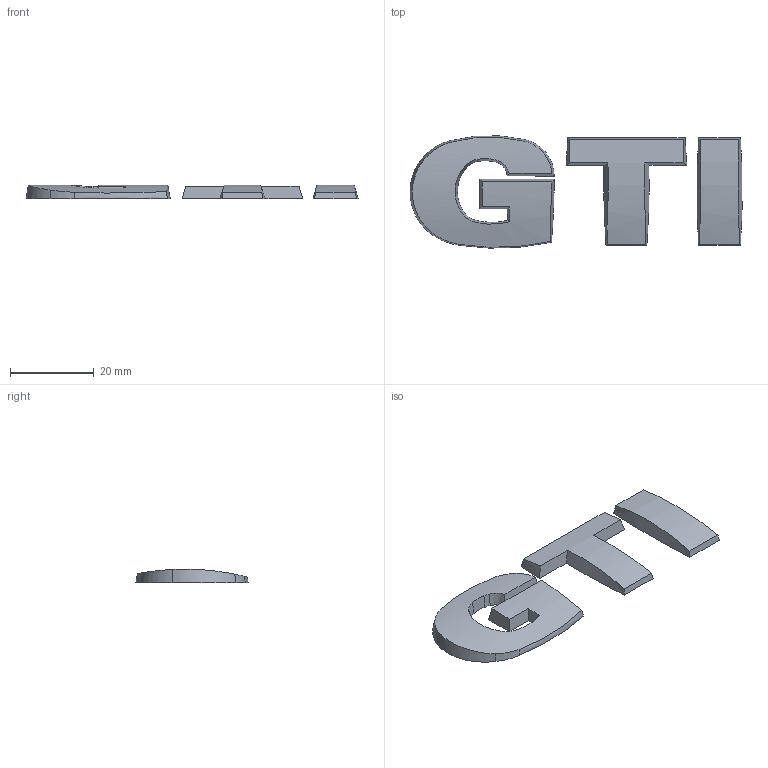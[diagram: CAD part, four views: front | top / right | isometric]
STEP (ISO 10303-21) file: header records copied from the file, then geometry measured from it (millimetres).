
FILE_DESCRIPTION(/* description */ (''),/* implementation_level */ '2;1');
FILE_NAME(/* name */ 'VW MK4 Golf GTI Grill Badge - Basic Edition No Inset.stp',/* time_stamp */ '2021-08-26T02:04:26-07:00',/* author */ ('Andrew'),/* organization */ (''),/* preprocessor_version */ 'ST-DEVELOPER v18.1',/* originating_system */ 'Autodesk Inventor 2021',/* authorisation */ '');
FILE_SCHEMA (('AUTOMOTIVE_DESIGN { 1 0 10303 214 3 1 1 }'));
Length unit declared in the file: millimetre
Products named in the file (1): VW MK4 Golf Chrome Grill Badge
Bounding box: 79.34 x 26.82 x 3.25 mm (x, y, z)
Volume: 3444.1 mm3; surface area: 3463.7 mm2
Topology: 3 solids, 3 shells, 37 faces, 100 edges, 69 vertices
Faces by surface type: plane 14, bspline 11, cone 9, cylinder 3
Entity records: 1580 total; most frequent: CARTESIAN_POINT 664, ORIENTED_EDGE 200, DIRECTION 148, EDGE_CURVE 100, VERTEX_POINT 69, LINE 52, VECTOR 52, AXIS2_PLACEMENT_3D 48
